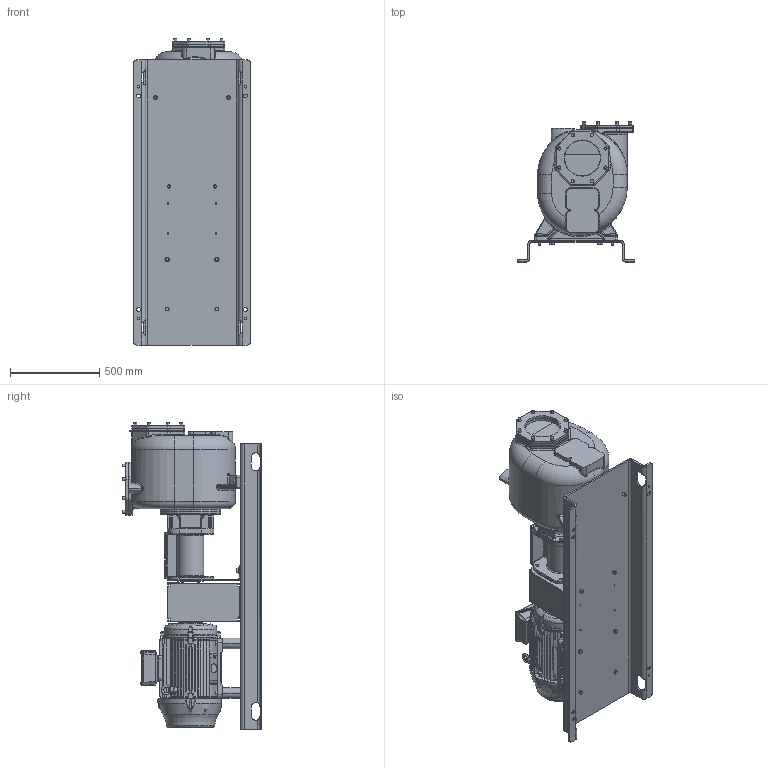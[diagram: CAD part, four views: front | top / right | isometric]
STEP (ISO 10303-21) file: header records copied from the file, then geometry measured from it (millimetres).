
FILE_DESCRIPTION((''),'2;1');
FILE_NAME('S201_BIT_SW0001','2015-06-25T',('Nicola'),(''),'PRO/ENGINEER BY PARAMETRIC TECHNOLOGY CORPORATION, 2014200','PRO/ENGINEER BY PARAMETRIC TECHNOLOGY CORPORATION, 2014200','');
FILE_SCHEMA(('CONFIG_CONTROL_DESIGN'));
Products named in the file (1): S201_BIT_SW0001
Bounding box: 660 x 784 x 1718.5 mm (x, y, z)
Volume: 181938550.6 mm3; surface area: 8234930.8 mm2
Topology: 2 solids, 3 shells, 5024 faces, 13542 edges, 8681 vertices
Faces by surface type: plane 2663, cylinder 1317, cone 497, bspline 278, torus 213, sphere 46, extrusion 10
Entity records: 201518 total; most frequent: CARTESIAN_POINT 76127, ORIENTED_EDGE 27040, DIRECTION 24651, EDGE_CURVE 13520, VERTEX_POINT 8681, AXIS2_PLACEMENT_3D 8437, VECTOR 7777, LINE 7767
